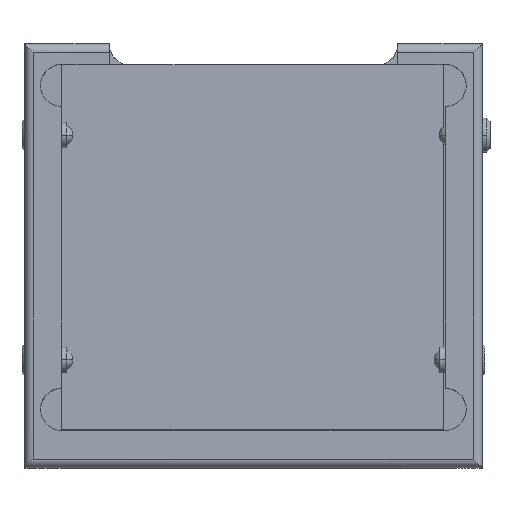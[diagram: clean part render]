
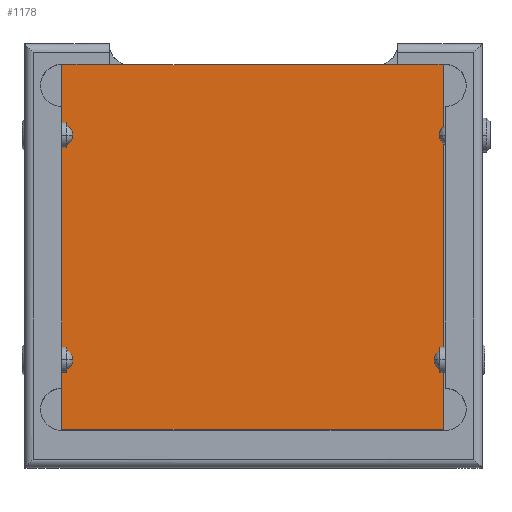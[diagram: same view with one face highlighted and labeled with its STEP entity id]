
A CAD part, top view. The second image highlights one B-rep face of the part: STEP entity #1178.
In plain terms, the highlighted planar face has unit normal (0, 0, 1).
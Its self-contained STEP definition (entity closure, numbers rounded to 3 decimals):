
#1058=CARTESIAN_POINT('',(-9.725,-13.885,260.001));
#1059=VERTEX_POINT('',#1058);
#1066=CARTESIAN_POINT('',(-9.725,-56.885,260.001));
#1067=VERTEX_POINT('',#1066);
#1068=CARTESIAN_POINT('',(-9.725,-56.885,260.001));
#1069=DIRECTION('',(0.0,1.0,0.0));
#1070=VECTOR('',#1069,43.0);
#1071=LINE('',#1068,#1070);
#1072=EDGE_CURVE('',#1067,#1059,#1071,.T.);
#1096=CARTESIAN_POINT('',(-54.725,-13.885,260.001));
#1097=VERTEX_POINT('',#1096);
#1104=CARTESIAN_POINT('',(-54.725,-13.885,260.001));
#1105=DIRECTION('',(1.0,0.0,0.0));
#1106=VECTOR('',#1105,45.);
#1107=LINE('',#1104,#1106);
#1108=EDGE_CURVE('',#1097,#1059,#1107,.T.);
#1127=CARTESIAN_POINT('',(-54.725,-56.885,260.001));
#1128=VERTEX_POINT('',#1127);
#1135=CARTESIAN_POINT('',(-54.725,-56.885,260.001));
#1136=DIRECTION('',(0.0,1.0,0.0));
#1137=VECTOR('',#1136,43.0);
#1138=LINE('',#1135,#1137);
#1139=EDGE_CURVE('',#1128,#1097,#1138,.T.);
#1157=CARTESIAN_POINT('',(-9.725,-56.885,260.001));
#1158=DIRECTION('',(-1.0,0.0,0.0));
#1159=VECTOR('',#1158,45.);
#1160=LINE('',#1157,#1159);
#1161=EDGE_CURVE('',#1067,#1128,#1160,.T.);
#1167=CARTESIAN_POINT('',(-7.475,-11.735,260.001));
#1168=DIRECTION('',(0.0,0.0,1.0));
#1169=DIRECTION('',(1.0,0.0,0.0));
#1170=AXIS2_PLACEMENT_3D('',#1167,#1168,#1169);
#1171=PLANE('',#1170);
#1172=ORIENTED_EDGE('',*,*,#1072,.T.);
#1173=ORIENTED_EDGE('',*,*,#1108,.F.);
#1174=ORIENTED_EDGE('',*,*,#1139,.F.);
#1175=ORIENTED_EDGE('',*,*,#1161,.F.);
#1176=EDGE_LOOP('',(#1172,#1173,#1174,#1175));
#1177=FACE_OUTER_BOUND('',#1176,.T.);
#1178=ADVANCED_FACE('',(#1177),#1171,.T.);
